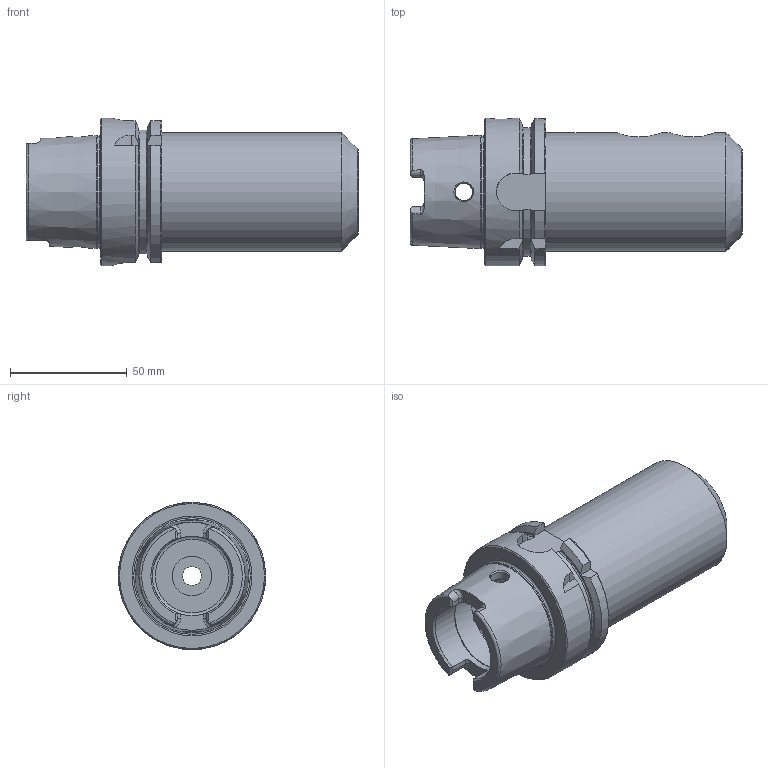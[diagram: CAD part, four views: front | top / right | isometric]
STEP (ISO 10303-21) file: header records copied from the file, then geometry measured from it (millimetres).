
FILE_DESCRIPTION(/* description */ (''),/* implementation_level */ '2;1');
FILE_NAME(/* name */ 'AQ032C_HSK63A-EMH 25.4C-4.33.stp',/* time_stamp */ '2024-01-22T16:43:19+09:00',/* author */ ('YSH'),/* organization */ (''),/* preprocessor_version */ 'ST-DEVELOPER v20',/* originating_system */ 'Autodesk Inventor 2024',/* authorisation */ '');
FILE_SCHEMA (('AUTOMOTIVE_DESIGN { 1 0 10303 214 3 1 1 }'));
Length unit declared in the file: millimetre
Products named in the file (1): LO-HSK63A-EMH 25.4C-4.33
Bounding box: 142 x 63 x 63 mm (x, y, z)
Volume: 199490.2 mm3; surface area: 42998.1 mm2
Topology: 1 solids, 1 shells, 121 faces, 324 edges, 210 vertices
Faces by surface type: plane 42, cylinder 37, torus 22, cone 16, bspline 4
Full cylindrical faces by diameter (mm): 2.459 x2, 7.5 x2, 8 x1, 10 x1, 16.917 x1, 17.323 x2, 19 x1, 25.4 x1, 26.6 x1, 34 x2, 40 x1, 48.041 x1, 50.8 x1, 63 x1
Entity records: 4943 total; most frequent: CARTESIAN_POINT 1926, ORIENTED_EDGE 644, DIRECTION 608, EDGE_CURVE 322, AXIS2_PLACEMENT_3D 248, VERTEX_POINT 210, EDGE_LOOP 138, FACE_OUTER_BOUND 121
